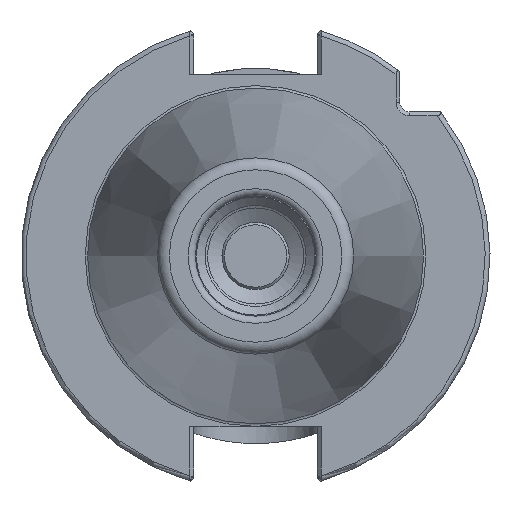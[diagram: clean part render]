
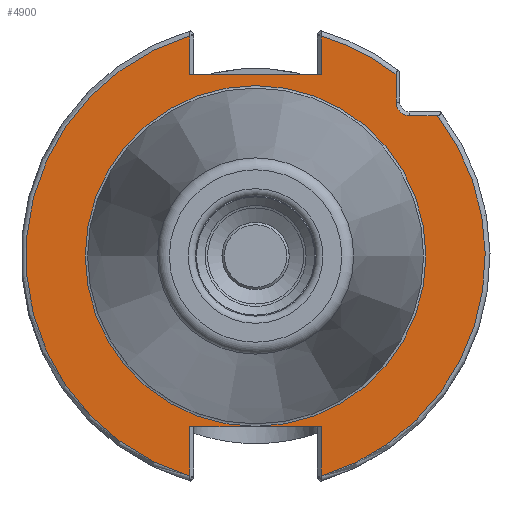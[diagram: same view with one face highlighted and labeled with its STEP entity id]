
A CAD part, left-side view. The second image highlights one B-rep face of the part: STEP entity #4900.
In plain terms, the highlighted planar face has unit normal (-1, 0, 0).
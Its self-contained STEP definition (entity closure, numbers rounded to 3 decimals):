
#190=PLANE('',#5404);
#319=FACE_BOUND('',#768,.T.);
#450=FACE_OUTER_BOUND('',#767,.T.);
#767=EDGE_LOOP('',(#3648,#3649,#3650,#3651,#3652,#3653,#3654,#3655,#3656,
#3657,#3658,#3659));
#768=EDGE_LOOP('',(#3660));
#1086=CIRCLE('',#5403,47.75);
#1087=CIRCLE('',#5405,47.75);
#1088=CIRCLE('',#5406,47.75);
#1089=CIRCLE('',#5407,2.8);
#1090=CIRCLE('',#5408,35.425);
#1278=LINE('',#8108,#1636);
#1289=LINE('',#8237,#1647);
#1291=LINE('',#8313,#1649);
#1292=LINE('',#8317,#1650);
#1293=LINE('',#8319,#1651);
#1294=LINE('',#8321,#1652);
#1295=LINE('',#8325,#1653);
#1296=LINE('',#8328,#1654);
#1636=VECTOR('',#6074,10.);
#1647=VECTOR('',#6095,10.);
#1649=VECTOR('',#6117,10.);
#1650=VECTOR('',#6120,10.);
#1651=VECTOR('',#6121,10.);
#1652=VECTOR('',#6122,10.);
#1653=VECTOR('',#6125,10.);
#1654=VECTOR('',#6128,10.);
#2194=VERTEX_POINT('',#8105);
#2195=VERTEX_POINT('',#8107);
#2208=VERTEX_POINT('',#8233);
#2215=VERTEX_POINT('',#8290);
#2217=VERTEX_POINT('',#8312);
#2218=VERTEX_POINT('',#8314);
#2219=VERTEX_POINT('',#8316);
#2220=VERTEX_POINT('',#8318);
#2221=VERTEX_POINT('',#8320);
#2222=VERTEX_POINT('',#8322);
#2223=VERTEX_POINT('',#8324);
#2224=VERTEX_POINT('',#8326);
#2225=VERTEX_POINT('',#8329);
#2713=EDGE_CURVE('',#2195,#2194,#1278,.T.);
#2731=EDGE_CURVE('',#2195,#2208,#1289,.T.);
#2742=EDGE_CURVE('',#2208,#2215,#1086,.T.);
#2745=EDGE_CURVE('',#2217,#2194,#1291,.T.);
#2746=EDGE_CURVE('',#2218,#2217,#1087,.T.);
#2747=EDGE_CURVE('',#2219,#2218,#1292,.T.);
#2748=EDGE_CURVE('',#2219,#2220,#1293,.T.);
#2749=EDGE_CURVE('',#2221,#2220,#1294,.T.);
#2750=EDGE_CURVE('',#2222,#2221,#1088,.T.);
#2751=EDGE_CURVE('',#2223,#2222,#1295,.T.);
#2752=EDGE_CURVE('',#2224,#2223,#1089,.T.);
#2753=EDGE_CURVE('',#2215,#2224,#1296,.T.);
#2754=EDGE_CURVE('',#2225,#2225,#1090,.T.);
#3648=ORIENTED_EDGE('',*,*,#2731,.F.);
#3649=ORIENTED_EDGE('',*,*,#2713,.T.);
#3650=ORIENTED_EDGE('',*,*,#2745,.F.);
#3651=ORIENTED_EDGE('',*,*,#2746,.F.);
#3652=ORIENTED_EDGE('',*,*,#2747,.F.);
#3653=ORIENTED_EDGE('',*,*,#2748,.T.);
#3654=ORIENTED_EDGE('',*,*,#2749,.F.);
#3655=ORIENTED_EDGE('',*,*,#2750,.F.);
#3656=ORIENTED_EDGE('',*,*,#2751,.F.);
#3657=ORIENTED_EDGE('',*,*,#2752,.F.);
#3658=ORIENTED_EDGE('',*,*,#2753,.F.);
#3659=ORIENTED_EDGE('',*,*,#2742,.F.);
#3660=ORIENTED_EDGE('',*,*,#2754,.T.);
#4900=ADVANCED_FACE('',(#450,#319),#190,.T.);
#5403=AXIS2_PLACEMENT_3D('',#8291,#6113,#6114);
#5404=AXIS2_PLACEMENT_3D('',#8311,#6115,#6116);
#5405=AXIS2_PLACEMENT_3D('',#8315,#6118,#6119);
#5406=AXIS2_PLACEMENT_3D('',#8323,#6123,#6124);
#5407=AXIS2_PLACEMENT_3D('',#8327,#6126,#6127);
#5408=AXIS2_PLACEMENT_3D('',#8330,#6129,#6130);
#6074=DIRECTION('',(0.,1.,0.));
#6095=DIRECTION('',(0.,0.,1.));
#6113=DIRECTION('center_axis',(1.,0.,0.));
#6114=DIRECTION('ref_axis',(0.,0.,-1.));
#6115=DIRECTION('center_axis',(-1.,0.,0.));
#6116=DIRECTION('ref_axis',(0.,0.,1.));
#6117=DIRECTION('',(0.,0.,-1.));
#6118=DIRECTION('center_axis',(1.,0.,0.));
#6119=DIRECTION('ref_axis',(0.,0.,-1.));
#6120=DIRECTION('',(0.,0.,-1.));
#6121=DIRECTION('',(0.,-1.,0.));
#6122=DIRECTION('',(0.,0.,1.));
#6123=DIRECTION('center_axis',(1.,0.,0.));
#6124=DIRECTION('ref_axis',(0.,0.,-1.));
#6125=DIRECTION('',(0.,-1.,0.));
#6126=DIRECTION('center_axis',(-1.,0.,0.));
#6127=DIRECTION('ref_axis',(0.,1.,0.));
#6128=DIRECTION('',(0.,0.,-1.));
#6129=DIRECTION('center_axis',(1.,0.,0.));
#6130=DIRECTION('ref_axis',(0.,0.,-1.));
#8105=CARTESIAN_POINT('',(3.2,13.65,37.7));
#8107=CARTESIAN_POINT('',(3.2,-13.65,37.7));
#8108=CARTESIAN_POINT('',(3.2,30.3,37.7));
#8233=CARTESIAN_POINT('',(3.2,-13.65,45.757));
#8237=CARTESIAN_POINT('',(3.2,-13.65,18.85));
#8290=CARTESIAN_POINT('',(3.2,-29.2,37.781));
#8291=CARTESIAN_POINT('Origin',(3.2,0.,0.));
#8311=CARTESIAN_POINT('Origin',(3.2,47.75,0.));
#8312=CARTESIAN_POINT('',(3.2,13.65,45.757));
#8313=CARTESIAN_POINT('',(3.2,13.65,28.85));
#8314=CARTESIAN_POINT('',(3.2,13.65,-45.757));
#8315=CARTESIAN_POINT('Origin',(3.2,0.,0.));
#8316=CARTESIAN_POINT('',(3.2,13.65,-35.5));
#8317=CARTESIAN_POINT('',(3.2,13.65,-17.75));
#8318=CARTESIAN_POINT('',(3.2,-13.65,-35.5));
#8319=CARTESIAN_POINT('',(3.2,17.45,-35.5));
#8320=CARTESIAN_POINT('',(3.2,-13.65,-45.757));
#8321=CARTESIAN_POINT('',(3.2,-13.65,-27.75));
#8322=CARTESIAN_POINT('',(3.2,-37.781,29.2));
#8323=CARTESIAN_POINT('Origin',(3.2,0.,0.));
#8324=CARTESIAN_POINT('',(3.2,-32.,29.2));
#8325=CARTESIAN_POINT('',(3.2,7.875,29.2));
#8326=CARTESIAN_POINT('',(3.2,-29.2,32.));
#8327=CARTESIAN_POINT('Origin',(3.2,-32.,32.));
#8328=CARTESIAN_POINT('',(3.2,-29.2,20.));
#8329=CARTESIAN_POINT('',(3.2,0.,35.425));
#8330=CARTESIAN_POINT('Origin',(3.2,0.,0.));
